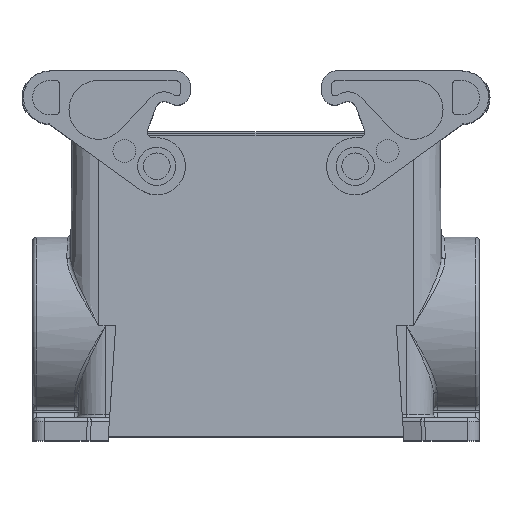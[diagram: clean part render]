
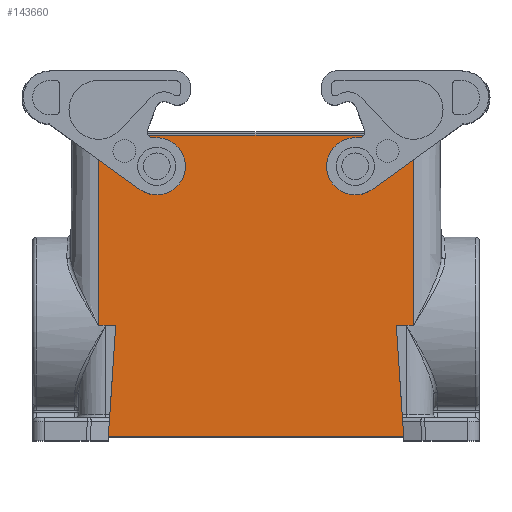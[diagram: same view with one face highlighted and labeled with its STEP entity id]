
A CAD part, top view. The second image highlights one B-rep face of the part: STEP entity #143660.
In plain terms, the highlighted planar face has unit normal (0, 0.009, 1).
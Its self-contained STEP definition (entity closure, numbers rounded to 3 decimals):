
#1650=CARTESIAN_POINT('',(-57.247,23.6,23.));
#1660=VERTEX_POINT('',#1650);
#2180=CARTESIAN_POINT('',(25.253,23.6,23.));
#2190=VERTEX_POINT('',#2180);
#2220=CARTESIAN_POINT('',(0.,23.6,23.));
#2230=DIRECTION('',(1.,0.,0.));
#2240=VECTOR('',#2230,1.);
#2250=LINE('',#2220,#2240);
#2260=EDGE_CURVE('',#1660,#2190,#2250,.T.);
#51570=CARTESIAN_POINT('',(-55.497,-26.195,
23.435));
#51580=VERTEX_POINT('',#51570);
#51610=CARTESIAN_POINT('',(-5.493,-26.195,
23.435));
#51620=DIRECTION('',(1.,0.,0.));
#51630=VECTOR('',#51620,1.);
#51640=LINE('',#51610,#51630);
#51650=CARTESIAN_POINT('',(-52.754,-26.195,
23.435));
#51660=VERTEX_POINT('',#51650);
#51670=EDGE_CURVE('',#51580,#51660,#51640,.T.);
#51850=CARTESIAN_POINT('',(-57.247,23.6,23.));
#51860=DIRECTION('',(0.,-1.,
0.009));
#51870=VECTOR('',#51860,802.151);
#51880=LINE('',#51850,#51870);
#51890=CARTESIAN_POINT('',(-57.247,-26.195,
23.435));
#51900=VERTEX_POINT('',#51890);
#51910=EDGE_CURVE('',#1660,#51900,#51880,.T.);
#53820=CARTESIAN_POINT('',(-54.329,-50.01,
23.642));
#53830=VERTEX_POINT('',#53820);
#64250=CARTESIAN_POINT('',(-51.022,0.,23.206));
#64260=DIRECTION('',(0.066,0.998,
-0.009));
#64270=VECTOR('',#64260,1.);
#64280=LINE('',#64250,#64270);
#64290=CARTESIAN_POINT('',(-54.686,-55.4,23.689
));
#64300=VERTEX_POINT('',#64290);
#64310=EDGE_CURVE('',#64300,#53830,#64280,.T.);
#73570=CARTESIAN_POINT('',(-51.022,0.002,
23.206));
#73580=DIRECTION('',(0.066,0.998,
-0.009));
#73590=VECTOR('',#73580,1.);
#73600=LINE('',#73570,#73590);
#73610=EDGE_CURVE('',#53830,#51660,#73600,.T.);
#109480=CARTESIAN_POINT('',(20.761,-26.195,
23.435));
#109490=VERTEX_POINT('',#109480);
#109520=CARTESIAN_POINT('',(-26.5,-26.195,23.435));
#109530=DIRECTION('',(-1.,0.,0.));
#109540=VECTOR('',#109530,1.);
#109550=LINE('',#109520,#109540);
#109560=CARTESIAN_POINT('',(23.503,-26.195,
23.435));
#109570=VERTEX_POINT('',#109560);
#109580=EDGE_CURVE('',#109570,#109490,#109550,.T.);
#109980=CARTESIAN_POINT('',(25.253,23.6,23.));
#109990=DIRECTION('',(0.,-1.,
0.009));
#110000=VECTOR('',#109990,802.151);
#110010=LINE('',#109980,#110000);
#110020=CARTESIAN_POINT('',(25.253,-26.195,
23.435));
#110030=VERTEX_POINT('',#110020);
#110040=EDGE_CURVE('',#2190,#110030,#110010,.T.);
#131330=CARTESIAN_POINT('',(22.693,-55.4,23.689))
;
#131340=VERTEX_POINT('',#131330);
#131370=CARTESIAN_POINT('',(19.029,0.,23.206));
#131380=DIRECTION('',(-0.066,0.998,
-0.009));
#131390=VECTOR('',#131380,1.);
#131400=LINE('',#131370,#131390);
#131410=CARTESIAN_POINT('',(22.336,-50.01,
23.642));
#131420=VERTEX_POINT('',#131410);
#131430=EDGE_CURVE('',#131340,#131420,#131400,.T.);
#142900=CARTESIAN_POINT('',(0.,-55.4,23.689));
#142910=DIRECTION('',(1.,0.,0.));
#142920=VECTOR('',#142910,1.);
#142930=LINE('',#142900,#142920);
#142940=EDGE_CURVE('',#64300,#131340,#142930,.T.);
#143020=CARTESIAN_POINT('',(-74.247,1.601,
23.192));
#143030=DIRECTION('',(0.,0.009,
1.));
#143040=DIRECTION('',(1.,0.,0.));
#143050=AXIS2_PLACEMENT_3D('',#143020,#143030,#143040);
#143060=PLANE('',#143050);
#143070=CARTESIAN_POINT('',(10.003,15.5,23.071))
;
#143080=DIRECTION('',(0.,0.009,
1.));
#143090=DIRECTION('',(0.,1.,
-0.009));
#143100=AXIS2_PLACEMENT_3D('',#143070,#143080,#143090);
#143110=ELLIPSE('',#143100,3.5,3.5);
#143120=CARTESIAN_POINT('',(6.503,15.5,23.071));
#143130=VERTEX_POINT('',#143120);
#143140=CARTESIAN_POINT('',(13.503,15.5,23.071))
;
#143150=VERTEX_POINT('',#143140);
#143160=EDGE_CURVE('',#143130,#143150,#143110,.T.);
#143170=ORIENTED_EDGE('',*,*,#143160,.F.);
#143180=EDGE_CURVE('',#143150,#143130,#143110,.T.);
#143190=ORIENTED_EDGE('',*,*,#143180,.F.);
#143200=EDGE_LOOP('',(#143190,#143170));
#143210=FACE_BOUND('',#143200,.T.);
#143220=CARTESIAN_POINT('',(-41.997,15.5,23.071)
);
#143230=DIRECTION('',(0.,0.009,
1.));
#143240=DIRECTION('',(0.,1.,
-0.009));
#143250=AXIS2_PLACEMENT_3D('',#143220,#143230,#143240);
#143260=ELLIPSE('',#143250,3.5,3.5);
#143270=CARTESIAN_POINT('',(-38.497,15.5,23.071)
);
#143280=VERTEX_POINT('',#143270);
#143290=CARTESIAN_POINT('',(-45.497,15.5,23.071)
);
#143300=VERTEX_POINT('',#143290);
#143310=EDGE_CURVE('',#143280,#143300,#143260,.T.);
#143320=ORIENTED_EDGE('',*,*,#143310,.F.);
#143330=EDGE_CURVE('',#143300,#143280,#143260,.T.);
#143340=ORIENTED_EDGE('',*,*,#143330,.F.);
#143350=EDGE_LOOP('',(#143340,#143320));
#143360=FACE_BOUND('',#143350,.T.);
#143370=ORIENTED_EDGE('',*,*,#64310,.F.);
#143380=ORIENTED_EDGE('',*,*,#73610,.F.);
#143390=ORIENTED_EDGE('',*,*,#51670,.T.);
#143400=CARTESIAN_POINT('',(-67.054,-26.195,
23.435));
#143410=DIRECTION('',(-1.,0.,0.));
#143420=VECTOR('',#143410,1.);
#143430=LINE('',#143400,#143420);
#143440=EDGE_CURVE('',#51580,#51900,#143430,.T.);
#143450=ORIENTED_EDGE('',*,*,#143440,.F.);
#143460=ORIENTED_EDGE('',*,*,#51910,.T.);
#143470=ORIENTED_EDGE('',*,*,#2260,.F.);
#143480=ORIENTED_EDGE('',*,*,#110040,.F.);
#143490=CARTESIAN_POINT('',(35.061,-26.195,
23.435));
#143500=DIRECTION('',(1.,0.,0.));
#143510=VECTOR('',#143500,1.);
#143520=LINE('',#143490,#143510);
#143530=EDGE_CURVE('',#109570,#110030,#143520,.T.);
#143540=ORIENTED_EDGE('',*,*,#143530,.T.);
#143550=ORIENTED_EDGE('',*,*,#109580,.F.);
#143560=CARTESIAN_POINT('',(19.029,0.002,
23.206));
#143570=DIRECTION('',(-0.066,0.998,
-0.009));
#143580=VECTOR('',#143570,1.);
#143590=LINE('',#143560,#143580);
#143600=EDGE_CURVE('',#131420,#109490,#143590,.T.);
#143610=ORIENTED_EDGE('',*,*,#143600,.T.);
#143620=ORIENTED_EDGE('',*,*,#131430,.T.);
#143630=ORIENTED_EDGE('',*,*,#142940,.T.);
#143640=EDGE_LOOP('',(#143630,#143620,#143610,#143550,#143540,#143480,
#143470,#143460,#143450,#143390,#143380,#143370));
#143650=FACE_OUTER_BOUND('',#143640,.T.);
#143660=ADVANCED_FACE('',(#143210,#143360,#143650),#143060,.T.);
